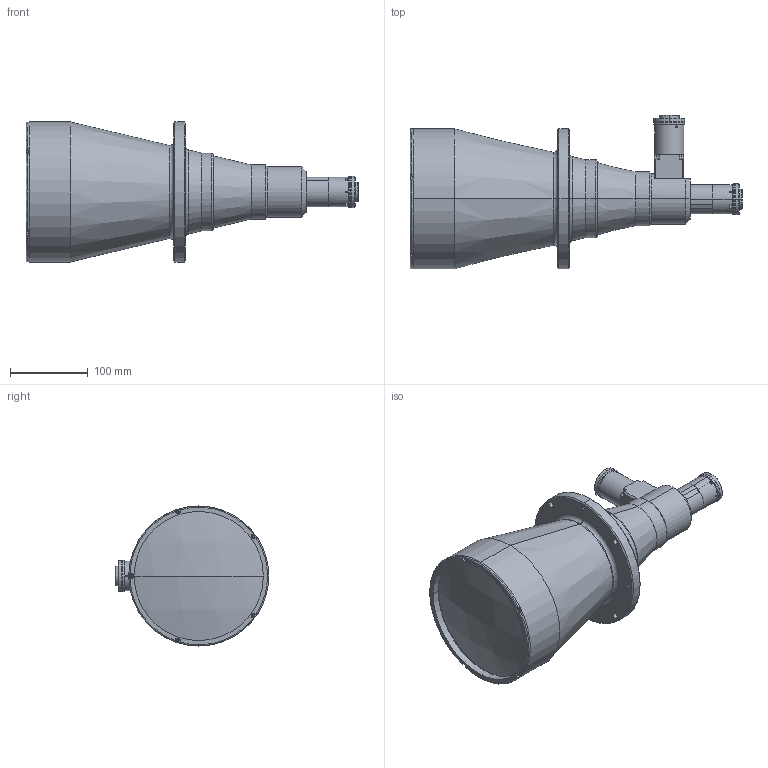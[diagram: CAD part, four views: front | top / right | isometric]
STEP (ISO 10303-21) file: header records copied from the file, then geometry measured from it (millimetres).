
FILE_DESCRIPTION (( 'STEP AP203' ), '1' );
FILE_NAME ('TCDP2X120.STEP', '2012-01-09T08:07:13', ( 'Opto Engineering' ), ( 'Opto Engineering' ), 'SwSTEP 2.0', 'SolidWorks 2011', '' );
FILE_SCHEMA (( 'CONFIG_CONTROL_DESIGN' ));
Length unit declared in the file: millimetre
Products named in the file (1): TCDP2X120
Bounding box: 426.84 x 197.38 x 180 mm (x, y, z)
Surface area: 251550.3 mm2 (no closed solid volume)
Topology: 0 solids, 15 shells, 246 faces, 692 edges, 470 vertices
Faces by surface type: cylinder 122, plane 76, cone 31, torus 15, sphere 2
Entity records: 8800 total; most frequent: CARTESIAN_POINT 2103, DIRECTION 1481, ORIENTED_EDGE 1238, EDGE_CURVE 692, AXIS2_PLACEMENT_3D 594, VERTEX_POINT 470, CIRCLE 347, EDGE_LOOP 327
